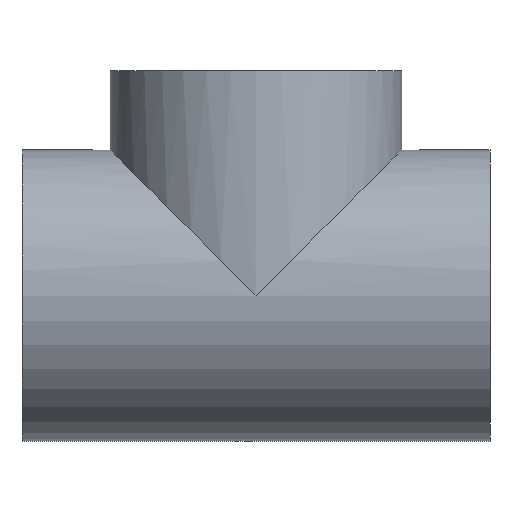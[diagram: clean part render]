
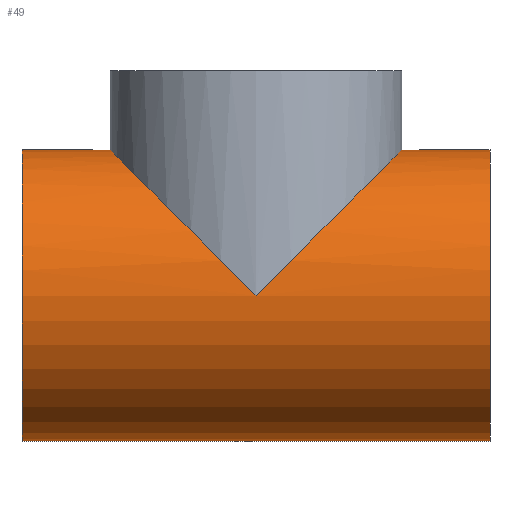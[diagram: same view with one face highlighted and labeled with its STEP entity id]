
A CAD part, front view. The second image highlights one B-rep face of the part: STEP entity #49.
In plain terms, the highlighted cylindrical face has radius 57 mm (diameter 114 mm), a full revolution.
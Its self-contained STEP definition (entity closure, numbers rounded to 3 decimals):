
#49 = ADVANCED_FACE( '', ( #105, #106, #107 ), #108, .T. );
#105 = FACE_OUTER_BOUND( '', #166, .T. );
#106 = FACE_OUTER_BOUND( '', #167, .T. );
#107 = FACE_BOUND( '', #168, .T. );
#108 = CYLINDRICAL_SURFACE( '', #169, 57. );
#166 = EDGE_LOOP( '', ( #236 ) );
#167 = EDGE_LOOP( '', ( #237 ) );
#168 = EDGE_LOOP( '', ( #238, #239 ) );
#169 = AXIS2_PLACEMENT_3D( '', #240, #241, #242 );
#236 = ORIENTED_EDGE( '', *, *, #298, .T. );
#237 = ORIENTED_EDGE( '', *, *, #299, .F. );
#238 = ORIENTED_EDGE( '', *, *, #289, .F. );
#239 = ORIENTED_EDGE( '', *, *, #288, .F. );
#240 = CARTESIAN_POINT( '', ( 36.5, 0., 0. ) );
#241 = DIRECTION( '', ( 1., 0., 0. ) );
#242 = DIRECTION( '', ( 0., 0., 1. ) );
#288 = EDGE_CURVE( '', #323, #324, #325, .T. );
#289 = EDGE_CURVE( '', #324, #323, #326, .F. );
#298 = EDGE_CURVE( '', #339, #339, #340, .T. );
#299 = EDGE_CURVE( '', #341, #341, #342, .T. );
#323 = VERTEX_POINT( '', #368 );
#324 = VERTEX_POINT( '', #369 );
#325 = ELLIPSE( '', #370, 80.61, 57. );
#326 = ELLIPSE( '', #371, 80.61, 57. );
#339 = VERTEX_POINT( '', #384 );
#340 = CIRCLE( '', #385, 57. );
#341 = VERTEX_POINT( '', #386 );
#342 = CIRCLE( '', #387, 57. );
#368 = CARTESIAN_POINT( '', ( -55., -57., 0. ) );
#369 = CARTESIAN_POINT( '', ( -55., 57., 0. ) );
#370 = AXIS2_PLACEMENT_3D( '', #416, #417, #418 );
#371 = AXIS2_PLACEMENT_3D( '', #419, #420, #421 );
#384 = CARTESIAN_POINT( '', ( -146.5, 57., 0. ) );
#385 = AXIS2_PLACEMENT_3D( '', #434, #435, #436 );
#386 = CARTESIAN_POINT( '', ( 36.5, 57., 0. ) );
#387 = AXIS2_PLACEMENT_3D( '', #437, #438, #439 );
#416 = CARTESIAN_POINT( '', ( -55., 0., 0. ) );
#417 = DIRECTION( '', ( -0.707, 0., 0.707 ) );
#418 = DIRECTION( '', ( -0.707, 0., -0.707 ) );
#419 = CARTESIAN_POINT( '', ( -55., 0., 0. ) );
#420 = DIRECTION( '', ( -0.707, 0., -0.707 ) );
#421 = DIRECTION( '', ( -0.707, 0., 0.707 ) );
#434 = CARTESIAN_POINT( '', ( -146.5, 0., 0. ) );
#435 = DIRECTION( '', ( 1., 0., 0. ) );
#436 = DIRECTION( '', ( 0., 1., 0. ) );
#437 = CARTESIAN_POINT( '', ( 36.5, 0., 0. ) );
#438 = DIRECTION( '', ( 1., 0., 0. ) );
#439 = DIRECTION( '', ( 0., 1., 0. ) );
